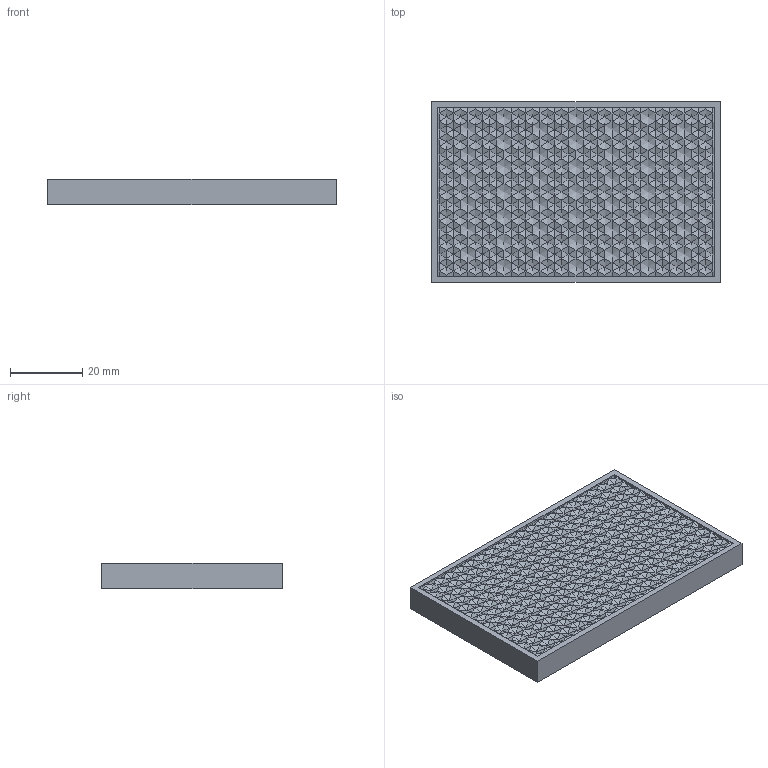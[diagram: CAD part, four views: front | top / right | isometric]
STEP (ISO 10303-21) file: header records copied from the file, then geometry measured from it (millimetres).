
FILE_DESCRIPTION(('Creo Elements/Direct Modeling STEP Export'),'2;1');
FILE_NAME('ER5080.stp','2017-08-30T12:29:28',('Palle Edslev '),('EDSLEV A/S'),'Creo Elements/Direct Modeling STEP processor for AP214 (Solid Model)','Creo Elements/Direct Modeling 18.1H 24-Oct-2015 (C) Parametric Technology GmbH','');
FILE_SCHEMA(('AUTOMOTIVE_DESIGN { 1 0 10303 214 1 1 1 1 }'));
Length unit declared in the file: millimetre
Products named in the file (1): ER5080
Bounding box: 80.2 x 50.2 x 7.2 mm (x, y, z)
Volume: 26689.5 mm3; surface area: 10322.2 mm2
Topology: 1 solids, 1 shells, 1731 faces, 2784 edges, 1057 vertices
Faces by surface type: plane 1731
Entity records: 35464 total; most frequent: DIRECTION 6240, CARTESIAN_POINT 5569, ORIENTED_EDGE 5568, VECTOR 2784, LINE 2784, EDGE_CURVE 2784, EDGE_LOOP 1733, FACE_OUTER_BOUND 1731
